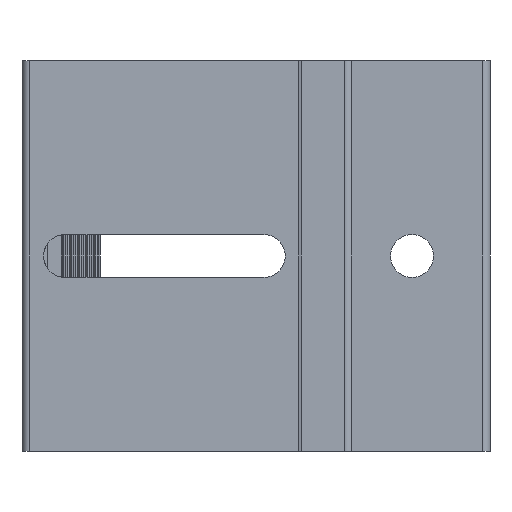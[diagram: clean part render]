
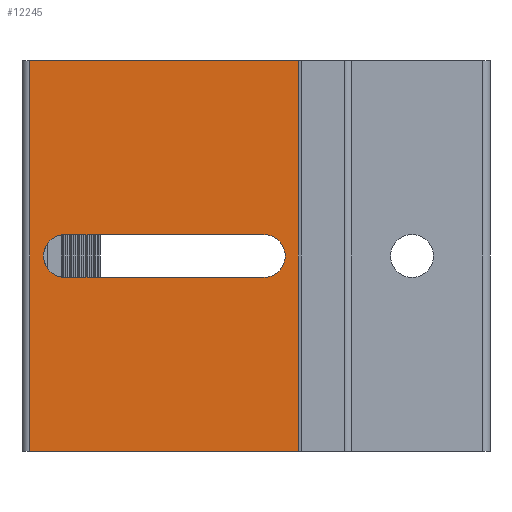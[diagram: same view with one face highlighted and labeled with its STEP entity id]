
A CAD part, front view. The second image highlights one B-rep face of the part: STEP entity #12245.
In plain terms, the highlighted planar face has unit normal (0, -1, 0).
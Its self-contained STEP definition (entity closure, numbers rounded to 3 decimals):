
#717=CARTESIAN_POINT('',(-40.3,0.,25.0));
#718=VERTEX_POINT('',#717);
#726=CARTESIAN_POINT('',(-5.9,0.,25.0));
#727=VERTEX_POINT('',#726);
#728=CARTESIAN_POINT('',(-5.9,0.,25.0));
#729=DIRECTION('',(-1.0,0.0,0.0));
#730=VECTOR('',#729,34.4);
#731=LINE('',#728,#730);
#732=EDGE_CURVE('',#727,#718,#731,.T.);
#2164=CARTESIAN_POINT('',(-10.3,0.,2.75));
#2165=VERTEX_POINT('',#2164);
#2172=CARTESIAN_POINT('',(-35.8,0.,2.75));
#2173=VERTEX_POINT('',#2172);
#2174=CARTESIAN_POINT('',(-35.8,0.,2.75));
#2175=DIRECTION('',(1.0,0.0,0.0));
#2176=VECTOR('',#2175,25.5);
#2177=LINE('',#2174,#2176);
#2178=EDGE_CURVE('',#2173,#2165,#2177,.T.);
#2202=CARTESIAN_POINT('',(-35.8,0.,-2.75));
#2203=VERTEX_POINT('',#2202);
#2204=CARTESIAN_POINT('',(-35.8,0.,0.0));
#2205=DIRECTION('',(0.0,1.0,0.0));
#2206=DIRECTION('',(0.0,0.0,1.0));
#2207=AXIS2_PLACEMENT_3D('',#2204,#2205,#2206);
#2208=CIRCLE('',#2207,2.75);
#2209=EDGE_CURVE('',#2203,#2173,#2208,.T.);
#2244=CARTESIAN_POINT('',(-10.3,0.,-2.75));
#2245=VERTEX_POINT('',#2244);
#2246=CARTESIAN_POINT('',(-10.3,0.,-2.75));
#2247=DIRECTION('',(-1.0,0.0,0.0));
#2248=VECTOR('',#2247,25.5);
#2249=LINE('',#2246,#2248);
#2250=EDGE_CURVE('',#2245,#2203,#2249,.T.);
#2274=CARTESIAN_POINT('',(-10.3,0.,0.0));
#2275=DIRECTION('',(0.0,1.0,0.0));
#2276=DIRECTION('',(0.0,0.0,-1.0));
#2277=AXIS2_PLACEMENT_3D('',#2274,#2275,#2276);
#2278=CIRCLE('',#2277,2.75);
#2279=EDGE_CURVE('',#2165,#2245,#2278,.T.);
#8454=CARTESIAN_POINT('',(-5.9,0.,-25.0));
#8455=VERTEX_POINT('',#8454);
#8463=CARTESIAN_POINT('',(-40.3,0.,-25.0));
#8464=VERTEX_POINT('',#8463);
#8465=CARTESIAN_POINT('',(-40.3,0.,-25.0));
#8466=DIRECTION('',(1.0,0.0,0.0));
#8467=VECTOR('',#8466,34.4);
#8468=LINE('',#8465,#8467);
#8469=EDGE_CURVE('',#8464,#8455,#8468,.T.);
#12212=CARTESIAN_POINT('',(-5.9,0.,25.0));
#12213=DIRECTION('',(0.0,0.0,-1.0));
#12214=VECTOR('',#12213,50.0);
#12215=LINE('',#12212,#12214);
#12216=EDGE_CURVE('',#727,#8455,#12215,.T.);
#12223=CARTESIAN_POINT('',(-5.9,0.,0.0));
#12224=DIRECTION('',(0.0,-1.0,0.0));
#12225=DIRECTION('',(0.0,0.0,-1.0));
#12226=AXIS2_PLACEMENT_3D('',#12223,#12224,#12225);
#12227=PLANE('',#12226);
#12228=ORIENTED_EDGE('',*,*,#732,.T.);
#12229=CARTESIAN_POINT('',(-40.3,0.,25.0));
#12230=DIRECTION('',(0.0,0.0,-1.0));
#12231=VECTOR('',#12230,50.0);
#12232=LINE('',#12229,#12231);
#12233=EDGE_CURVE('',#718,#8464,#12232,.T.);
#12234=ORIENTED_EDGE('',*,*,#12233,.T.);
#12235=ORIENTED_EDGE('',*,*,#8469,.T.);
#12236=ORIENTED_EDGE('',*,*,#12216,.F.);
#12237=EDGE_LOOP('',(#12228,#12234,#12235,#12236));
#12238=FACE_OUTER_BOUND('',#12237,.T.);
#12239=ORIENTED_EDGE('',*,*,#2178,.T.);
#12240=ORIENTED_EDGE('',*,*,#2279,.T.);
#12241=ORIENTED_EDGE('',*,*,#2250,.T.);
#12242=ORIENTED_EDGE('',*,*,#2209,.T.);
#12243=EDGE_LOOP('',(#12239,#12240,#12241,#12242));
#12244=FACE_BOUND('',#12243,.T.);
#12245=ADVANCED_FACE('',(#12238,#12244),#12227,.T.);
